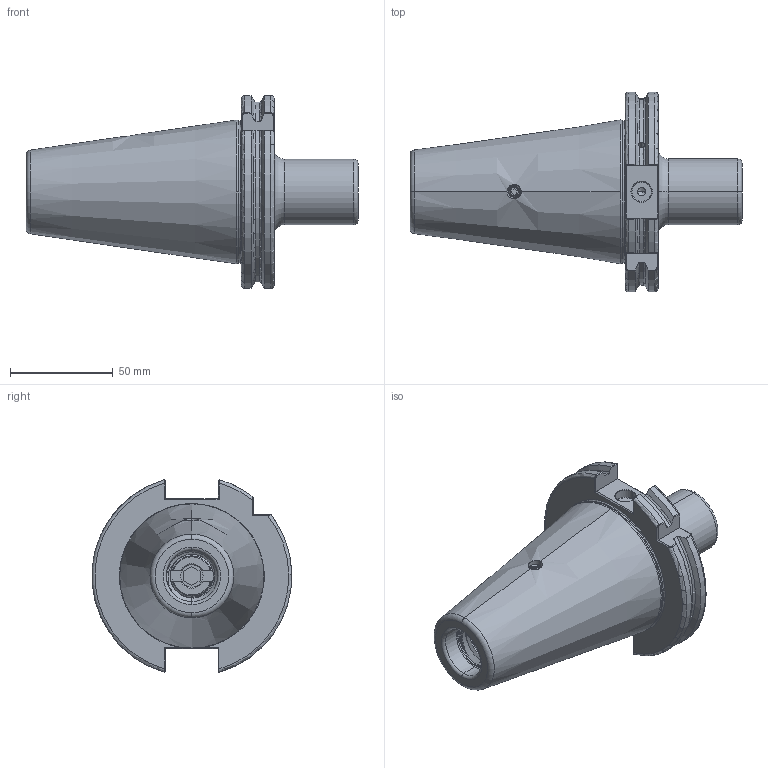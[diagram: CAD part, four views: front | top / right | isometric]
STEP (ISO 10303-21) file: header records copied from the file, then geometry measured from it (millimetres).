
FILE_DESCRIPTION (( 'STEP AP203' ), '1' );
FILE_NAME ('502.08.02.STEP', '2016-07-16T08:12:48', ( '' ), ( '' ), 'SwSTEP 2.0', 'SolidWorks 2012', '' );
FILE_SCHEMA (( 'CONFIG_CONTROL_DESIGN' ));
Length unit declared in the file: millimetre
Products named in the file (5): 2-02.000.0060100C2_M6xP01-10L; 2-41371006AF_M24xP3_12L; 502.08.02; 102.08.022_M10xP1.5-45L
Assembly tree (4 placements, depth 2):
  502.08.02
    502.08.02
    102.08.022_M10xP1.5-45L
    2-02.000.0060100C2_M6xP01-10L
    2-41371006AF_M24xP3_12L
Bounding box: 161.75 x 97.32 x 93.81 mm (x, y, z)
Volume: 359744.4 mm3; surface area: 57089.7 mm2
Topology: 4 solids, 4 shells, 353 faces, 951 edges, 602 vertices
Faces by surface type: cylinder 131, plane 88, cone 51, bspline 45, torus 38
Entity records: 44908 total; most frequent: CARTESIAN_POINT 36706, ORIENTED_EDGE 1878, DIRECTION 1316, EDGE_CURVE 939, VERTEX_POINT 602, AXIS2_PLACEMENT_3D 507, EDGE_LOOP 367, ADVANCED_FACE 353
